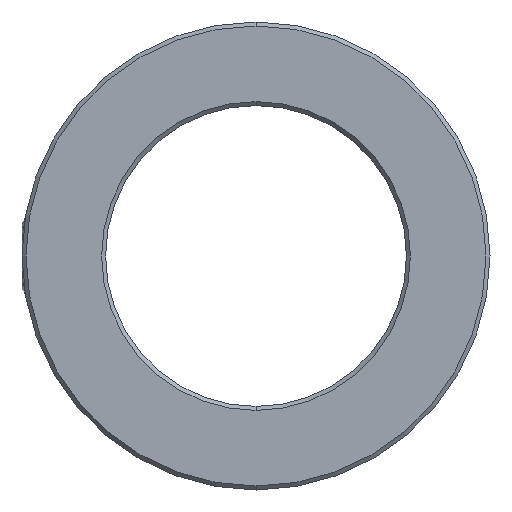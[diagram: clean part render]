
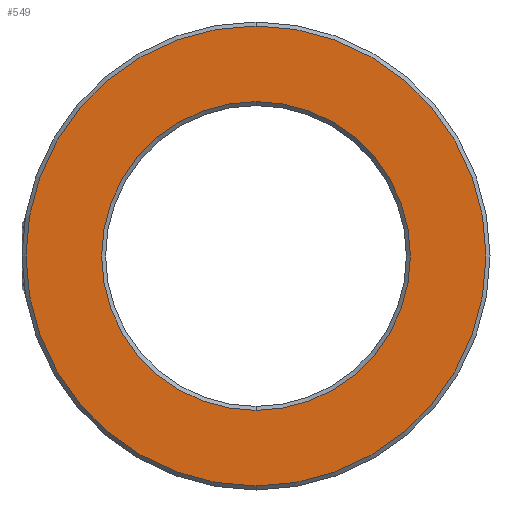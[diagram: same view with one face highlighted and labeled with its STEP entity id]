
A CAD part, left-side view. The second image highlights one B-rep face of the part: STEP entity #549.
In plain terms, the highlighted planar face has unit normal (-1, 0, 0).
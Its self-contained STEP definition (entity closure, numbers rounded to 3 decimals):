
#381=CARTESIAN_POINT('POINT24',(0.,0.,
   -14.669));
#382=VERTEX_POINT('VERTEX24',#381);
#391=CARTESIAN_POINT('POINT26',(0.,
   0.,14.669));
#392=VERTEX_POINT('VERTEX26',#391);
#393=CARTESIAN_POINT('POS38',(0.,0.,
   0.));
#394=DIRECTION('DIR52',(1.,0.,0.));
#395=DIRECTION('DIR53',(0.,0.,-1.));
#396=AXIS2_PLACEMENT_3D('AXIS15',#393,#394,#395);
#397=CIRCLE('ELLIPSE4',#396,14.669);
#398=EDGE_CURVE('EDGE35',#392,#382,#397,.T.);
#427=EDGE_CURVE('EDGE39',#382,#392,#397,.T.);
#525=ORIENTED_EDGE('COEDGE91',*,*,#427,.T.);
#526=ORIENTED_EDGE('COEDGE92',*,*,#398,.T.);
#527=EDGE_LOOP('NONE',(#525,#526));
#528=FACE_BOUND('LOOP1',#527,.T.);
#529=CARTESIAN_POINT('POINT34',(0.,0.,
   21.844));
#530=VERTEX_POINT('VERTEX34',#529);
#531=CARTESIAN_POINT('POINT35',(0.,
   0.,-21.844));
#532=VERTEX_POINT('VERTEX35',#531);
#533=CARTESIAN_POINT('POS50',(0.,0.,0.));
#534=DIRECTION('DIR71',(1.,0.,0.));
#535=DIRECTION('DIR72',(0.,0.,1.));
#536=AXIS2_PLACEMENT_3D('AXIS22',#533,#534,#535);
#537=CIRCLE('ELLIPSE8',#536,21.844);
#538=EDGE_CURVE('EDGE50',#530,#532,#537,.T.);
#539=ORIENTED_EDGE('COEDGE93',*,*,#538,.F.);
#540=EDGE_CURVE('EDGE51',#532,#530,#537,.T.);
#541=ORIENTED_EDGE('COEDGE94',*,*,#540,.F.);
#542=EDGE_LOOP('NONE',(#539,#541));
#543=FACE_BOUND('LOOP1',#542,.T.);
#544=CARTESIAN_POINT('POS51',(0.,0.,10.922
   ));
#545=DIRECTION('DIR73',(-1.,0.,0.));
#546=DIRECTION('DIR74',(0.,1.,0.));
#547=AXIS2_PLACEMENT_3D('AXIS23',#544,#545,#546);
#548=PLANE('PLANE10',#547);
#549=ADVANCED_FACE('FACE20',(#528,#543),#548,.T.);
